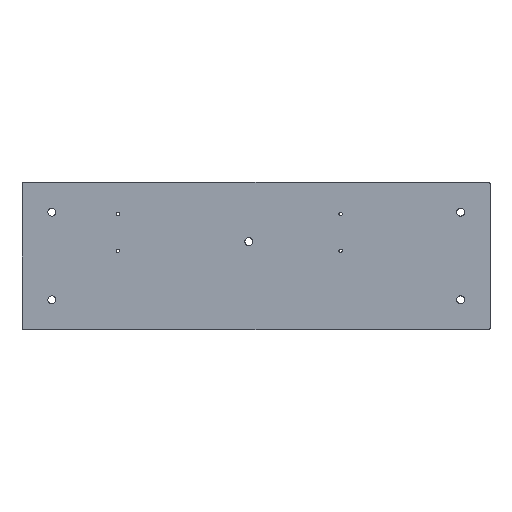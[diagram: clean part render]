
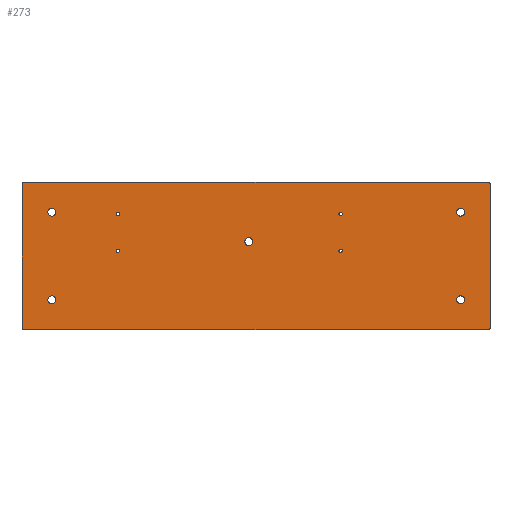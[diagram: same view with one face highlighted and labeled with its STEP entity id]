
A CAD part, top view. The second image highlights one B-rep face of the part: STEP entity #273.
In plain terms, the highlighted planar face has unit normal (0, 0, 1).
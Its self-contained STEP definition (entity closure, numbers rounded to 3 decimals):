
#24 = VERTEX_POINT('',#25);
#25 = CARTESIAN_POINT('',(40.5,100.75,1.5));
#31 = EDGE_CURVE('',#24,#32,#34,.T.);
#32 = VERTEX_POINT('',#33);
#33 = CARTESIAN_POINT('',(40.5,6.5,1.5));
#34 = LINE('',#35,#36);
#35 = CARTESIAN_POINT('',(40.5,100.75,1.5));
#36 = VECTOR('',#37,1.);
#37 = DIRECTION('',(0.,-1.,0.));
#64 = VERTEX_POINT('',#65);
#65 = CARTESIAN_POINT('',(41.5,101.75,1.5));
#71 = EDGE_CURVE('',#64,#24,#72,.T.);
#72 = CIRCLE('',#73,1.);
#73 = AXIS2_PLACEMENT_3D('',#74,#75,#76);
#74 = CARTESIAN_POINT('',(41.5,100.75,1.5));
#75 = DIRECTION('',(0.,0.,1.));
#76 = DIRECTION('',(1.,0.,0.));
#95 = EDGE_CURVE('',#32,#96,#98,.T.);
#96 = VERTEX_POINT('',#97);
#97 = CARTESIAN_POINT('',(41.5,5.5,1.5));
#98 = CIRCLE('',#99,1.);
#99 = AXIS2_PLACEMENT_3D('',#100,#101,#102);
#100 = CARTESIAN_POINT('',(41.5,6.5,1.5));
#101 = DIRECTION('',(0.,0.,1.));
#102 = DIRECTION('',(1.,0.,0.));
#273 = ADVANCED_FACE('',(#274,#319,#330,#341,#352,#363,#374,#385,#396,
    #407),#418,.T.);
#274 = FACE_BOUND('',#275,.T.);
#275 = EDGE_LOOP('',(#276,#277,#278,#286,#295,#303,#312,#318));
#276 = ORIENTED_EDGE('',*,*,#31,.T.);
#277 = ORIENTED_EDGE('',*,*,#95,.T.);
#278 = ORIENTED_EDGE('',*,*,#279,.T.);
#279 = EDGE_CURVE('',#96,#280,#282,.T.);
#280 = VERTEX_POINT('',#281);
#281 = CARTESIAN_POINT('',(345.,5.5,1.5));
#282 = LINE('',#283,#284);
#283 = CARTESIAN_POINT('',(41.5,5.5,1.5));
#284 = VECTOR('',#285,1.);
#285 = DIRECTION('',(1.,0.,0.));
#286 = ORIENTED_EDGE('',*,*,#287,.T.);
#287 = EDGE_CURVE('',#280,#288,#290,.T.);
#288 = VERTEX_POINT('',#289);
#289 = CARTESIAN_POINT('',(346.,6.5,1.5));
#290 = CIRCLE('',#291,1.);
#291 = AXIS2_PLACEMENT_3D('',#292,#293,#294);
#292 = CARTESIAN_POINT('',(345.,6.5,1.5));
#293 = DIRECTION('',(0.,0.,1.));
#294 = DIRECTION('',(1.,0.,0.));
#295 = ORIENTED_EDGE('',*,*,#296,.T.);
#296 = EDGE_CURVE('',#288,#297,#299,.T.);
#297 = VERTEX_POINT('',#298);
#298 = CARTESIAN_POINT('',(346.,100.75,1.5));
#299 = LINE('',#300,#301);
#300 = CARTESIAN_POINT('',(346.,6.5,1.5));
#301 = VECTOR('',#302,1.);
#302 = DIRECTION('',(0.,1.,0.));
#303 = ORIENTED_EDGE('',*,*,#304,.T.);
#304 = EDGE_CURVE('',#297,#305,#307,.T.);
#305 = VERTEX_POINT('',#306);
#306 = CARTESIAN_POINT('',(345.,101.75,1.5));
#307 = CIRCLE('',#308,1.);
#308 = AXIS2_PLACEMENT_3D('',#309,#310,#311);
#309 = CARTESIAN_POINT('',(345.,100.75,1.5));
#310 = DIRECTION('',(0.,0.,1.));
#311 = DIRECTION('',(1.,0.,0.));
#312 = ORIENTED_EDGE('',*,*,#313,.T.);
#313 = EDGE_CURVE('',#305,#64,#314,.T.);
#314 = LINE('',#315,#316);
#315 = CARTESIAN_POINT('',(345.,101.75,1.5));
#316 = VECTOR('',#317,1.);
#317 = DIRECTION('',(-1.,0.,0.));
#318 = ORIENTED_EDGE('',*,*,#71,.T.);
#319 = FACE_BOUND('',#320,.T.);
#320 = EDGE_LOOP('',(#321));
#321 = ORIENTED_EDGE('',*,*,#322,.F.);
#322 = EDGE_CURVE('',#323,#323,#325,.T.);
#323 = VERTEX_POINT('',#324);
#324 = CARTESIAN_POINT('',(62.6,25.,1.5));
#325 = CIRCLE('',#326,2.6);
#326 = AXIS2_PLACEMENT_3D('',#327,#328,#329);
#327 = CARTESIAN_POINT('',(60.,25.,1.5));
#328 = DIRECTION('',(0.,0.,1.));
#329 = DIRECTION('',(1.,0.,0.));
#330 = FACE_BOUND('',#331,.T.);
#331 = EDGE_LOOP('',(#332));
#332 = ORIENTED_EDGE('',*,*,#333,.F.);
#333 = EDGE_CURVE('',#334,#334,#336,.T.);
#334 = VERTEX_POINT('',#335);
#335 = CARTESIAN_POINT('',(329.4,25.,1.5));
#336 = CIRCLE('',#337,2.6);
#337 = AXIS2_PLACEMENT_3D('',#338,#339,#340);
#338 = CARTESIAN_POINT('',(326.8,25.,1.5));
#339 = DIRECTION('',(0.,0.,1.));
#340 = DIRECTION('',(1.,0.,0.));
#341 = FACE_BOUND('',#342,.T.);
#342 = EDGE_LOOP('',(#343));
#343 = ORIENTED_EDGE('',*,*,#344,.F.);
#344 = EDGE_CURVE('',#345,#345,#347,.T.);
#345 = VERTEX_POINT('',#346);
#346 = CARTESIAN_POINT('',(104.1,57.,1.5));
#347 = CIRCLE('',#348,1.1);
#348 = AXIS2_PLACEMENT_3D('',#349,#350,#351);
#349 = CARTESIAN_POINT('',(103.,57.,1.5));
#350 = DIRECTION('',(0.,0.,1.));
#351 = DIRECTION('',(1.,0.,0.));
#352 = FACE_BOUND('',#353,.T.);
#353 = EDGE_LOOP('',(#354));
#354 = ORIENTED_EDGE('',*,*,#355,.F.);
#355 = EDGE_CURVE('',#356,#356,#358,.T.);
#356 = VERTEX_POINT('',#357);
#357 = CARTESIAN_POINT('',(191.2,63.,1.5));
#358 = CIRCLE('',#359,2.6);
#359 = AXIS2_PLACEMENT_3D('',#360,#361,#362);
#360 = CARTESIAN_POINT('',(188.6,63.,1.5));
#361 = DIRECTION('',(0.,0.,1.));
#362 = DIRECTION('',(1.,0.,0.));
#363 = FACE_BOUND('',#364,.T.);
#364 = EDGE_LOOP('',(#365));
#365 = ORIENTED_EDGE('',*,*,#366,.F.);
#366 = EDGE_CURVE('',#367,#367,#369,.T.);
#367 = VERTEX_POINT('',#368);
#368 = CARTESIAN_POINT('',(62.6,82.25,1.5));
#369 = CIRCLE('',#370,2.6);
#370 = AXIS2_PLACEMENT_3D('',#371,#372,#373);
#371 = CARTESIAN_POINT('',(60.,82.25,1.5));
#372 = DIRECTION('',(0.,0.,1.));
#373 = DIRECTION('',(1.,0.,0.));
#374 = FACE_BOUND('',#375,.T.);
#375 = EDGE_LOOP('',(#376));
#376 = ORIENTED_EDGE('',*,*,#377,.F.);
#377 = EDGE_CURVE('',#378,#378,#380,.T.);
#378 = VERTEX_POINT('',#379);
#379 = CARTESIAN_POINT('',(104.1,81.,1.5));
#380 = CIRCLE('',#381,1.1);
#381 = AXIS2_PLACEMENT_3D('',#382,#383,#384);
#382 = CARTESIAN_POINT('',(103.,81.,1.5));
#383 = DIRECTION('',(0.,0.,1.));
#384 = DIRECTION('',(1.,0.,0.));
#385 = FACE_BOUND('',#386,.T.);
#386 = EDGE_LOOP('',(#387));
#387 = ORIENTED_EDGE('',*,*,#388,.F.);
#388 = EDGE_CURVE('',#389,#389,#391,.T.);
#389 = VERTEX_POINT('',#390);
#390 = CARTESIAN_POINT('',(249.6,57.,1.5));
#391 = CIRCLE('',#392,1.1);
#392 = AXIS2_PLACEMENT_3D('',#393,#394,#395);
#393 = CARTESIAN_POINT('',(248.5,57.,1.5));
#394 = DIRECTION('',(0.,0.,1.));
#395 = DIRECTION('',(1.,0.,0.));
#396 = FACE_BOUND('',#397,.T.);
#397 = EDGE_LOOP('',(#398));
#398 = ORIENTED_EDGE('',*,*,#399,.F.);
#399 = EDGE_CURVE('',#400,#400,#402,.T.);
#400 = VERTEX_POINT('',#401);
#401 = CARTESIAN_POINT('',(249.6,81.,1.5));
#402 = CIRCLE('',#403,1.1);
#403 = AXIS2_PLACEMENT_3D('',#404,#405,#406);
#404 = CARTESIAN_POINT('',(248.5,81.,1.5));
#405 = DIRECTION('',(0.,0.,1.));
#406 = DIRECTION('',(1.,0.,0.));
#407 = FACE_BOUND('',#408,.T.);
#408 = EDGE_LOOP('',(#409));
#409 = ORIENTED_EDGE('',*,*,#410,.F.);
#410 = EDGE_CURVE('',#411,#411,#413,.T.);
#411 = VERTEX_POINT('',#412);
#412 = CARTESIAN_POINT('',(329.4,82.25,1.5));
#413 = CIRCLE('',#414,2.6);
#414 = AXIS2_PLACEMENT_3D('',#415,#416,#417);
#415 = CARTESIAN_POINT('',(326.8,82.25,1.5));
#416 = DIRECTION('',(0.,0.,1.));
#417 = DIRECTION('',(1.,0.,0.));
#418 = PLANE('',#419);
#419 = AXIS2_PLACEMENT_3D('',#420,#421,#422);
#420 = CARTESIAN_POINT('',(193.25,53.625,1.5));
#421 = DIRECTION('',(0.,0.,1.));
#422 = DIRECTION('',(1.,0.,0.));
